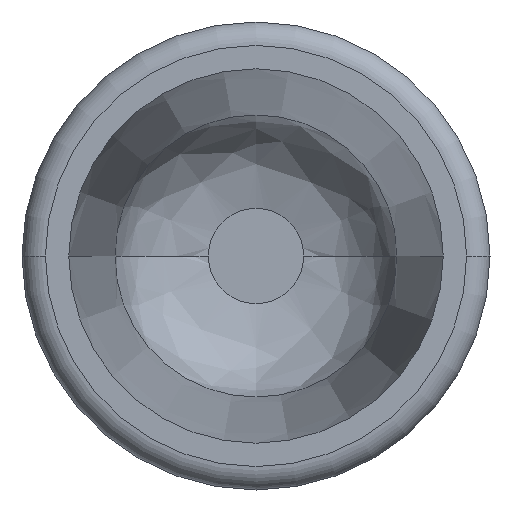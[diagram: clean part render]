
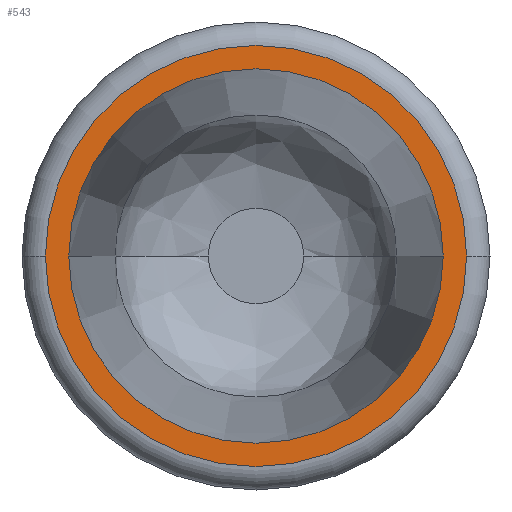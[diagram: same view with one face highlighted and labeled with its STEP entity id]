
A CAD part, front view. The second image highlights one B-rep face of the part: STEP entity #543.
In plain terms, the highlighted planar face has unit normal (0, -1, 0).
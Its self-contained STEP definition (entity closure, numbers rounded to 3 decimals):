
#2=CARTESIAN_POINT('',(0.,0.,0.));
#3=DIRECTION('',(0.,-1.,0.));
#4=DIRECTION('',(-1.,0.,0.));
#5=AXIS2_PLACEMENT_3D('',#2,#3,#4);
#7=CARTESIAN_POINT('',(0.,0.,0.));
#8=DIRECTION('',(0.,-1.,0.));
#9=DIRECTION('',(1.,0.,0.));
#10=AXIS2_PLACEMENT_3D('',#7,#8,#9);
#12=CARTESIAN_POINT('',(0.,0.,0.));
#13=DIRECTION('',(0.,1.,0.));
#14=DIRECTION('',(-1.,0.,0.));
#15=AXIS2_PLACEMENT_3D('',#12,#13,#14);
#17=CARTESIAN_POINT('',(0.,0.,0.));
#18=DIRECTION('',(0.,1.,0.));
#19=DIRECTION('',(1.,0.,0.));
#20=AXIS2_PLACEMENT_3D('',#17,#18,#19);
#467=CARTESIAN_POINT('',(-4.,0.,0.));
#468=CARTESIAN_POINT('',(4.,0.,0.));
#469=VERTEX_POINT('',#467);
#470=VERTEX_POINT('',#468);
#498=CARTESIAN_POINT('',(-4.5,0.,0.));
#500=VERTEX_POINT('',#498);
#502=CARTESIAN_POINT('',(4.5,0.,0.));
#504=VERTEX_POINT('',#502);
#526=CARTESIAN_POINT('',(0.,0.,0.));
#527=DIRECTION('',(0.,-1.,0.));
#528=DIRECTION('',(0.,0.,1.));
#529=AXIS2_PLACEMENT_3D('',#526,#527,#528);
#530=PLANE('',#529);
#532=ORIENTED_EDGE('',*,*,#531,.T.);
#534=ORIENTED_EDGE('',*,*,#533,.T.);
#535=EDGE_LOOP('',(#532,#534));
#536=FACE_OUTER_BOUND('',#535,.F.);
#538=ORIENTED_EDGE('',*,*,#537,.T.);
#540=ORIENTED_EDGE('',*,*,#539,.T.);
#541=EDGE_LOOP('',(#538,#540));
#542=FACE_BOUND('',#541,.F.);
#543=ADVANCED_FACE('',(#536,#542),#530,.T.);
#6=CIRCLE('',#5,4.);
#11=CIRCLE('',#10,4.);
#16=CIRCLE('',#15,4.5);
#21=CIRCLE('',#20,4.5);
#531=EDGE_CURVE('',#500,#504,#16,.T.);
#533=EDGE_CURVE('',#504,#500,#21,.T.);
#537=EDGE_CURVE('',#469,#470,#6,.T.);
#539=EDGE_CURVE('',#470,#469,#11,.T.);
